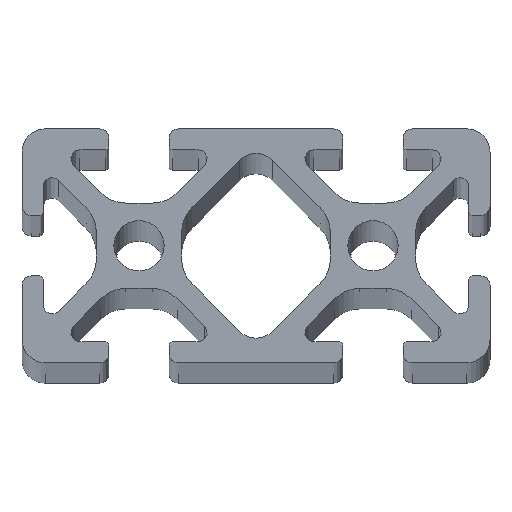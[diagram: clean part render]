
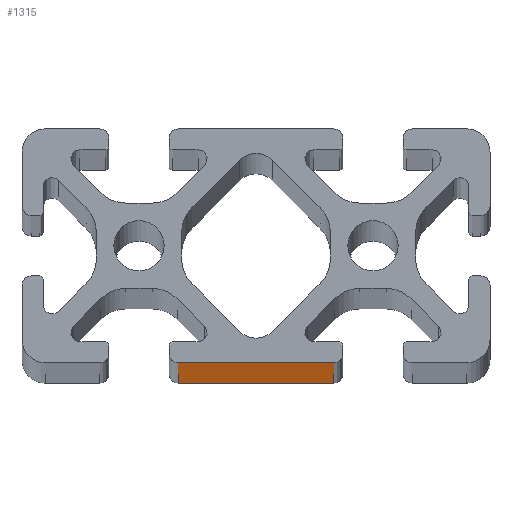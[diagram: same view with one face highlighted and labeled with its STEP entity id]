
A CAD part, top view. The second image highlights one B-rep face of the part: STEP entity #1315.
In plain terms, the highlighted planar face has unit normal (0, -1, 0).
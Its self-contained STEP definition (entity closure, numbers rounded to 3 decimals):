
#1257=CARTESIAN_POINT('',(13.25,-20.0,1000.0));
#1258=VERTEX_POINT('',#1257);
#1266=CARTESIAN_POINT('',(13.25,-20.0,0.0));
#1267=VERTEX_POINT('',#1266);
#1268=CARTESIAN_POINT('',(13.25,-20.0,0.0));
#1269=DIRECTION('',(0.0,0.0,1.0));
#1270=VECTOR('',#1269,1000.0);
#1271=LINE('',#1268,#1270);
#1272=EDGE_CURVE('',#1267,#1258,#1271,.T.);
#1285=CARTESIAN_POINT('',(13.25,-20.0,0.0));
#1286=DIRECTION('',(0.0,-1.0,0.0));
#1287=DIRECTION('',(0.0,0.0,-1.0));
#1288=AXIS2_PLACEMENT_3D('',#1285,#1286,#1287);
#1289=PLANE('',#1288);
#1290=CARTESIAN_POINT('',(0.,-20.0,1000.0));
#1291=VERTEX_POINT('',#1290);
#1292=CARTESIAN_POINT('',(13.25,-20.0,1000.0));
#1293=DIRECTION('',(-1.0,0.0,0.0));
#1294=VECTOR('',#1293,13.25);
#1295=LINE('',#1292,#1294);
#1296=EDGE_CURVE('',#1258,#1291,#1295,.T.);
#1297=ORIENTED_EDGE('',*,*,#1296,.T.);
#1298=CARTESIAN_POINT('',(0.,-20.0,0.0));
#1299=VERTEX_POINT('',#1298);
#1300=CARTESIAN_POINT('',(0.,-20.0,0.0));
#1301=DIRECTION('',(0.0,0.0,1.0));
#1302=VECTOR('',#1301,1000.0);
#1303=LINE('',#1300,#1302);
#1304=EDGE_CURVE('',#1299,#1291,#1303,.T.);
#1305=ORIENTED_EDGE('',*,*,#1304,.F.);
#1306=CARTESIAN_POINT('',(0.,-20.0,0.0));
#1307=DIRECTION('',(1.0,0.0,0.0));
#1308=VECTOR('',#1307,13.25);
#1309=LINE('',#1306,#1308);
#1310=EDGE_CURVE('',#1299,#1267,#1309,.T.);
#1311=ORIENTED_EDGE('',*,*,#1310,.T.);
#1312=ORIENTED_EDGE('',*,*,#1272,.T.);
#1313=EDGE_LOOP('',(#1297,#1305,#1311,#1312));
#1314=FACE_OUTER_BOUND('',#1313,.T.);
#1315=ADVANCED_FACE('',(#1314),#1289,.T.);
